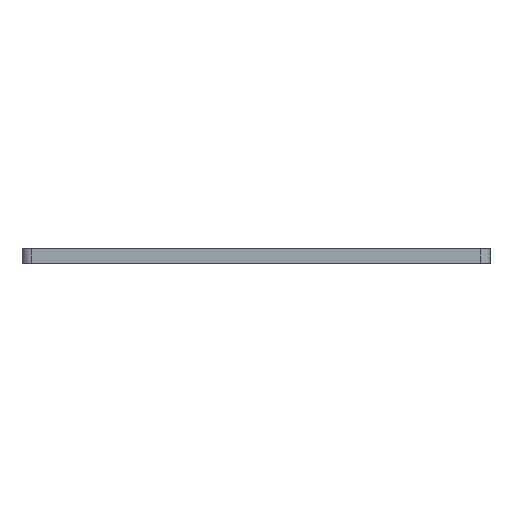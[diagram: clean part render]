
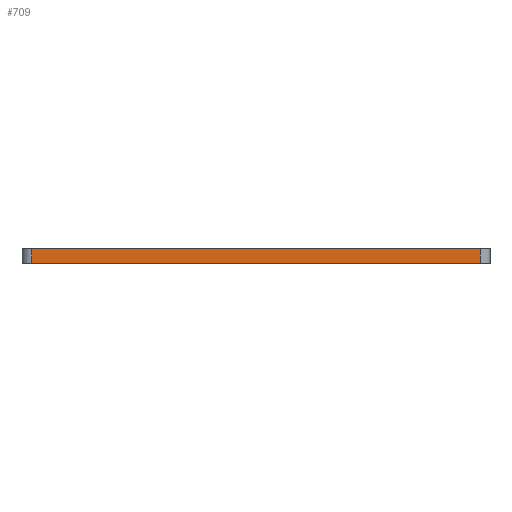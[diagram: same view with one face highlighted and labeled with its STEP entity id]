
A CAD part, front view. The second image highlights one B-rep face of the part: STEP entity #709.
In plain terms, the highlighted planar face has unit normal (0, -1, 0).
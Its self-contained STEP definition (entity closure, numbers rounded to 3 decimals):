
#55=PLANE('',#757);
#89=FACE_OUTER_BOUND('',#130,.T.);
#130=EDGE_LOOP('',(#635,#636,#637,#638));
#139=LINE('',#943,#223);
#144=LINE('',#955,#228);
#173=LINE('',#1026,#257);
#222=LINE('',#1130,#306);
#223=VECTOR('',#765,10.);
#228=VECTOR('',#776,10.);
#257=VECTOR('',#825,10.);
#306=VECTOR('',#934,10.);
#320=VERTEX_POINT('',#940);
#321=VERTEX_POINT('',#942);
#325=VERTEX_POINT('',#954);
#356=VERTEX_POINT('',#1022);
#384=EDGE_CURVE('',#320,#321,#139,.T.);
#390=EDGE_CURVE('',#325,#321,#144,.T.);
#426=EDGE_CURVE('',#325,#356,#173,.T.);
#478=EDGE_CURVE('',#356,#320,#222,.T.);
#635=ORIENTED_EDGE('',*,*,#384,.F.);
#636=ORIENTED_EDGE('',*,*,#478,.F.);
#637=ORIENTED_EDGE('',*,*,#426,.F.);
#638=ORIENTED_EDGE('',*,*,#390,.T.);
#709=ADVANCED_FACE('',(#89),#55,.T.);
#757=AXIS2_PLACEMENT_3D('',#1129,#932,#933);
#765=DIRECTION('',(0.,0.,-1.));
#776=DIRECTION('',(1.,0.,0.));
#825=DIRECTION('',(0.,0.,1.));
#932=DIRECTION('center_axis',(0.,-1.,0.));
#933=DIRECTION('ref_axis',(1.,0.,0.));
#934=DIRECTION('',(1.,0.,0.));
#940=CARTESIAN_POINT('',(86.,-6.,15.));
#942=CARTESIAN_POINT('',(86.,-6.,12.));
#943=CARTESIAN_POINT('',(86.,-6.,12.));
#954=CARTESIAN_POINT('',(-6.,-6.,12.));
#955=CARTESIAN_POINT('',(-8.,-6.,12.));
#1022=CARTESIAN_POINT('',(-6.,-6.,15.));
#1026=CARTESIAN_POINT('',(-6.,-6.,12.));
#1129=CARTESIAN_POINT('Origin',(-8.,-6.,12.));
#1130=CARTESIAN_POINT('',(-8.,-6.,15.));
